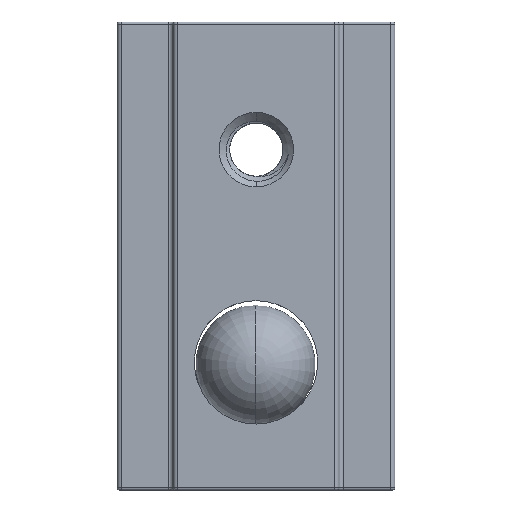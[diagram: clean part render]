
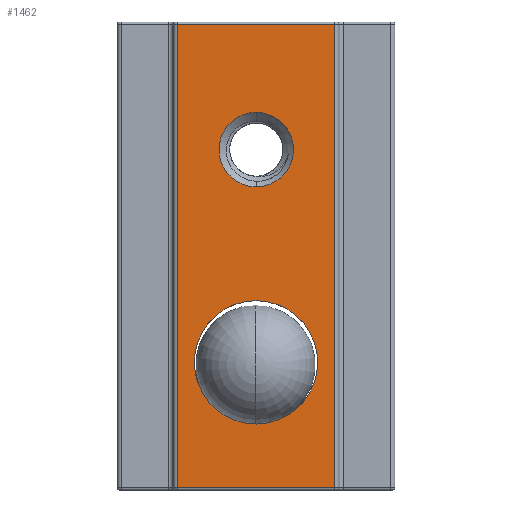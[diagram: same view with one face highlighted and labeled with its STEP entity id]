
A CAD part, front view. The second image highlights one B-rep face of the part: STEP entity #1462.
In plain terms, the highlighted planar face has unit normal (0, -1, 0).
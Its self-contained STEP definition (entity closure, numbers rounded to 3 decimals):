
#95 = CIRCLE ( 'NONE', #4848, 1.75 ) ;
#132 = VERTEX_POINT ( 'NONE', #1508 ) ;
#219 = VERTEX_POINT ( 'NONE', #5213 ) ;
#229 = AXIS2_PLACEMENT_3D ( 'NONE', #2508, #1592, #4874 ) ;
#324 = DIRECTION ( 'NONE',  ( -1., 0., 0. ) ) ;
#674 = CIRCLE ( 'NONE', #4172, 2.9 ) ;
#682 = CARTESIAN_POINT ( 'NONE',  ( 6.939, 13.598, 21.051 ) ) ;
#844 = DIRECTION ( 'NONE',  ( 0., 0., -1. ) ) ;
#850 = EDGE_CURVE ( 'NONE', #1827, #5306, #5402, .T. ) ;
#966 = ORIENTED_EDGE ( 'NONE', *, *, #4886, .F. ) ;
#1124 = CARTESIAN_POINT ( 'NONE',  ( 6.927, 13.598, 9.301 ) ) ;
#1128 = PLANE ( 'NONE',  #229 ) ;
#1279 = CARTESIAN_POINT ( 'NONE',  ( 6.939, 13.598, 17.551 ) ) ;
#1462 = ADVANCED_FACE ( 'NONE', ( #5366, #2102, #5767 ), #1128, .F. ) ;
#1508 = CARTESIAN_POINT ( 'NONE',  ( 3.227, 13.598, 3.401 ) ) ;
#1586 = EDGE_LOOP ( 'NONE', ( #966, #3171 ) ) ;
#1592 = DIRECTION ( 'NONE',  ( 0., 1., 0. ) ) ;
#1635 = ORIENTED_EDGE ( 'NONE', *, *, #2558, .T. ) ;
#1721 = DIRECTION ( 'NONE',  ( 0., 1., 0. ) ) ;
#1731 = VECTOR ( 'NONE', #5466, 1000. ) ;
#1827 = VERTEX_POINT ( 'NONE', #682 ) ;
#1924 = ORIENTED_EDGE ( 'NONE', *, *, #850, .T. ) ;
#1978 = DIRECTION ( 'NONE',  ( 0., 1., 0. ) ) ;
#2102 = FACE_OUTER_BOUND ( 'NONE', #5780, .T. ) ;
#2157 = DIRECTION ( 'NONE',  ( 0., -1., 0. ) ) ;
#2277 = CARTESIAN_POINT ( 'NONE',  ( 3.227, 13.598, 3.401 ) ) ;
#2308 = CARTESIAN_POINT ( 'NONE',  ( 3.227, 13.598, 25.201 ) ) ;
#2358 = EDGE_CURVE ( 'NONE', #5306, #1827, #95, .T. ) ;
#2508 = CARTESIAN_POINT ( 'NONE',  ( 3.227, 13.598, 25.301 ) ) ;
#2526 = VECTOR ( 'NONE', #4588, 1000. ) ;
#2558 = EDGE_CURVE ( 'NONE', #3798, #132, #5093, .T. ) ;
#2583 = CARTESIAN_POINT ( 'NONE',  ( 6.939, 13.598, 19.301 ) ) ;
#2744 = LINE ( 'NONE', #2277, #2526 ) ;
#2897 = CARTESIAN_POINT ( 'NONE',  ( 6.939, 13.598, 19.301 ) ) ;
#3171 = ORIENTED_EDGE ( 'NONE', *, *, #3949, .F. ) ;
#3189 = EDGE_CURVE ( 'NONE', #6011, #3798, #3497, .T. ) ;
#3252 = ORIENTED_EDGE ( 'NONE', *, *, #2358, .T. ) ;
#3497 = LINE ( 'NONE', #3525, #4338 ) ;
#3525 = CARTESIAN_POINT ( 'NONE',  ( 3.227, 13.598, 25.201 ) ) ;
#3651 = ORIENTED_EDGE ( 'NONE', *, *, #3189, .T. ) ;
#3680 = VERTEX_POINT ( 'NONE', #4190 ) ;
#3798 = VERTEX_POINT ( 'NONE', #2308 ) ;
#3949 = EDGE_CURVE ( 'NONE', #3680, #5352, #674, .T. ) ;
#4012 = DIRECTION ( 'NONE',  ( 0., 0., -1. ) ) ;
#4030 = EDGE_CURVE ( 'NONE', #132, #219, #2744, .T. ) ;
#4031 = DIRECTION ( 'NONE',  ( 0., 0., 1. ) ) ;
#4172 = AXIS2_PLACEMENT_3D ( 'NONE', #4617, #2157, #5017 ) ;
#4190 = CARTESIAN_POINT ( 'NONE',  ( 6.927, 13.598, 12.201 ) ) ;
#4262 = ORIENTED_EDGE ( 'NONE', *, *, #5144, .F. ) ;
#4338 = VECTOR ( 'NONE', #324, 1000. ) ;
#4497 = CARTESIAN_POINT ( 'NONE',  ( 10.627, 13.598, 25.301 ) ) ;
#4588 = DIRECTION ( 'NONE',  ( 1., 0., 0. ) ) ;
#4591 = ORIENTED_EDGE ( 'NONE', *, *, #4030, .T. ) ;
#4617 = CARTESIAN_POINT ( 'NONE',  ( 6.927, 13.598, 9.301 ) ) ;
#4620 = AXIS2_PLACEMENT_3D ( 'NONE', #2897, #1978, #5812 ) ;
#4662 = CIRCLE ( 'NONE', #5836, 2.9 ) ;
#4665 = CARTESIAN_POINT ( 'NONE',  ( 3.227, 13.598, 25.301 ) ) ;
#4788 = EDGE_LOOP ( 'NONE', ( #3252, #1924 ) ) ;
#4838 = DIRECTION ( 'NONE',  ( 0., -1., 0. ) ) ;
#4848 = AXIS2_PLACEMENT_3D ( 'NONE', #2583, #1721, #4031 ) ;
#4874 = DIRECTION ( 'NONE',  ( 1., 0., 0. ) ) ;
#4886 = EDGE_CURVE ( 'NONE', #5352, #3680, #4662, .T. ) ;
#5008 = CARTESIAN_POINT ( 'NONE',  ( 10.627, 13.598, 25.201 ) ) ;
#5017 = DIRECTION ( 'NONE',  ( 0., 0., -1. ) ) ;
#5078 = LINE ( 'NONE', #4497, #5984 ) ;
#5093 = LINE ( 'NONE', #4665, #1731 ) ;
#5144 = EDGE_CURVE ( 'NONE', #6011, #219, #5078, .T. ) ;
#5213 = CARTESIAN_POINT ( 'NONE',  ( 10.627, 13.598, 3.401 ) ) ;
#5306 = VERTEX_POINT ( 'NONE', #1279 ) ;
#5352 = VERTEX_POINT ( 'NONE', #5519 ) ;
#5366 = FACE_BOUND ( 'NONE', #4788, .T. ) ;
#5402 = CIRCLE ( 'NONE', #4620, 1.75 ) ;
#5466 = DIRECTION ( 'NONE',  ( 0., 0., -1. ) ) ;
#5519 = CARTESIAN_POINT ( 'NONE',  ( 6.927, 13.598, 6.401 ) ) ;
#5767 = FACE_BOUND ( 'NONE', #1586, .T. ) ;
#5780 = EDGE_LOOP ( 'NONE', ( #1635, #4591, #4262, #3651 ) ) ;
#5812 = DIRECTION ( 'NONE',  ( 0., 0., 1. ) ) ;
#5836 = AXIS2_PLACEMENT_3D ( 'NONE', #1124, #4838, #4012 ) ;
#5984 = VECTOR ( 'NONE', #844, 1000. ) ;
#6011 = VERTEX_POINT ( 'NONE', #5008 ) ;
